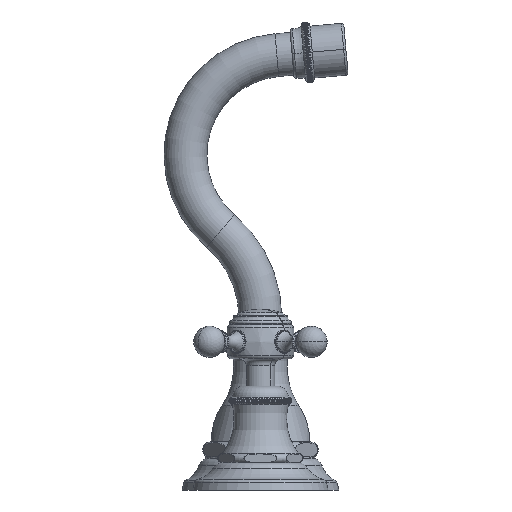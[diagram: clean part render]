
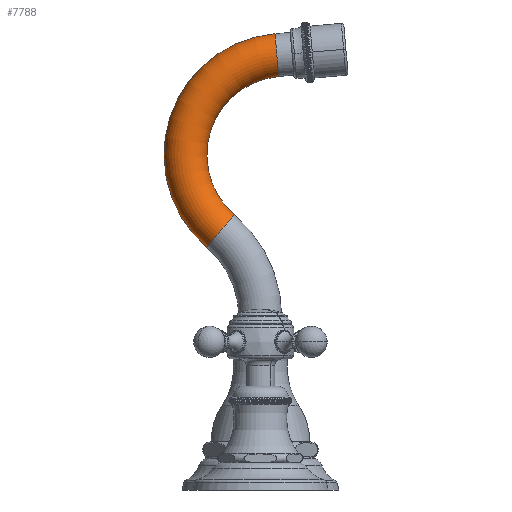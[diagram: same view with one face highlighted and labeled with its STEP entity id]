
A CAD part, left-side view. The second image highlights one B-rep face of the part: STEP entity #7788.
In plain terms, the highlighted toroidal (fillet/blend) face has major radius 44.45 mm and minor radius 9.525 mm.
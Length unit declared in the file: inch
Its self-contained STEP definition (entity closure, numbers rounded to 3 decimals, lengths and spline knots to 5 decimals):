
#3227=CARTESIAN_POINT('',(0.,-0.28748,7.59895));
#3228=DIRECTION('',(0.,-0.996,0.087));
#3229=DIRECTION('',(0.,0.087,0.996));
#3230=AXIS2_PLACEMENT_3D('',#3227,#3228,#3229);
#3273=CARTESIAN_POINT('',(0.,-0.44,5.85561));
#3274=DIRECTION('',(1.,0.,0.));
#3275=DIRECTION('',(0.,0.651,-0.759));
#3276=AXIS2_PLACEMENT_3D('',#3273,#3274,#3275);
#4759=CARTESIAN_POINT('',(0.,0.69867,4.52673));
#4760=DIRECTION('',(0.,0.759,0.651));
#4761=DIRECTION('',(0.,0.651,-0.759));
#4762=AXIS2_PLACEMENT_3D('',#4759,#4760,#4761);
#4767=CARTESIAN_POINT('',(0.,-0.44,5.85561));
#4768=DIRECTION('',(1.,0.,0.));
#4769=DIRECTION('',(0.,0.651,-0.759));
#4770=AXIS2_PLACEMENT_3D('',#4767,#4768,#4769);
#5365=CARTESIAN_POINT('',(0.,0.94267,4.24197));
#5366=CARTESIAN_POINT('',(0.,0.45467,4.81149));
#5367=VERTEX_POINT('',#5365);
#5368=VERTEX_POINT('',#5366);
#5369=CARTESIAN_POINT('',(0.,-0.25479,7.97253));
#5370=CARTESIAN_POINT('',(0.,-0.32016,7.22538));
#5371=VERTEX_POINT('',#5369);
#5372=VERTEX_POINT('',#5370);
#7777=CARTESIAN_POINT('',(0.,-0.44,5.85561));
#7778=DIRECTION('',(1.,0.,0.));
#7779=DIRECTION('',(0.,-0.651,0.759));
#7780=AXIS2_PLACEMENT_3D('',#7777,#7778,#7779);
#7781=TOROIDAL_SURFACE('',#7780,1.75,0.375);
#7782=ORIENTED_EDGE('',*,*,#7771,.F.);
#7783=ORIENTED_EDGE('',*,*,#6212,.T.);
#7784=ORIENTED_EDGE('',*,*,#6182,.T.);
#7785=ORIENTED_EDGE('',*,*,#6209,.F.);
#7786=EDGE_LOOP('',(#7782,#7783,#7784,#7785));
#7787=FACE_OUTER_BOUND('',#7786,.F.);
#3231=CIRCLE('',#3230,0.375);
#3277=CIRCLE('',#3276,1.375);
#4763=CIRCLE('',#4762,0.375);
#4771=CIRCLE('',#4770,2.125);
#6182=EDGE_CURVE('',#5371,#5372,#3231,.T.);
#6209=EDGE_CURVE('',#5368,#5372,#3277,.T.);
#6212=EDGE_CURVE('',#5367,#5371,#4771,.T.);
#7771=EDGE_CURVE('',#5367,#5368,#4763,.T.);
#7788=ADVANCED_FACE('',(#7787),#7781,.T.);
